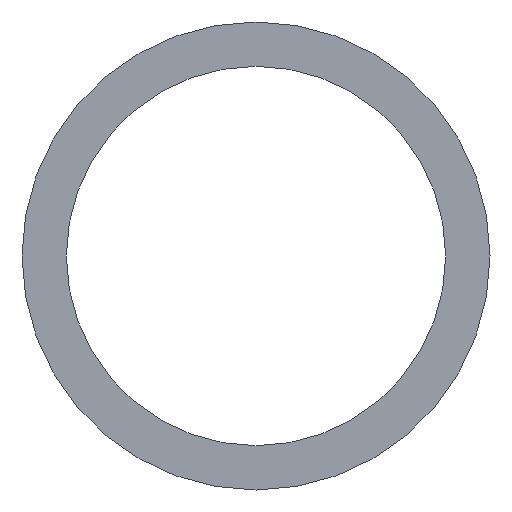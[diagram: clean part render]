
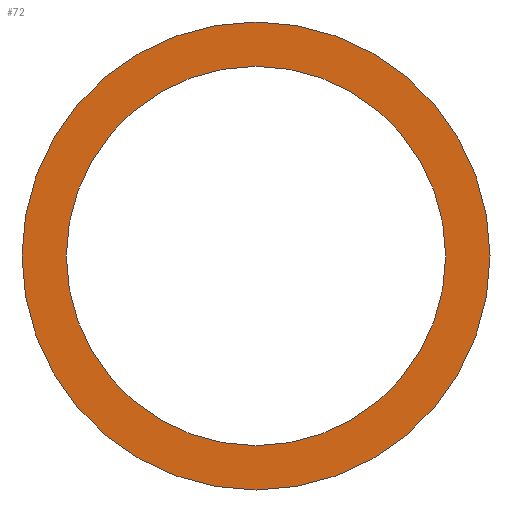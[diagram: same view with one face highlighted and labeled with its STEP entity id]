
A CAD part, left-side view. The second image highlights one B-rep face of the part: STEP entity #72.
In plain terms, the highlighted planar face has unit normal (-1, 0, 0).
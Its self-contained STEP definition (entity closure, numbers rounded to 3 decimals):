
#72 = ADVANCED_FACE( '', ( #184, #185 ), #186, .T. );
#90 = EDGE_CURVE( '', #112, #160, #205, .T. );
#92 = EDGE_CURVE( '', #160, #112, #207, .T. );
#106 = EDGE_CURVE( '', #150, #130, #223, .T. );
#112 = VERTEX_POINT( '', #230 );
#130 = VERTEX_POINT( '', #252 );
#146 = EDGE_CURVE( '', #130, #150, #268, .T. );
#150 = VERTEX_POINT( '', #272 );
#160 = VERTEX_POINT( '', #284 );
#184 = FACE_BOUND( '', #300, .T. );
#185 = FACE_OUTER_BOUND( '', #301, .T. );
#186 = PLANE( '', #302 );
#205 = CIRCLE( '', #328, 277.6 );
#207 = CIRCLE( '', #331, 277.6 );
#223 = CIRCLE( '', #352, 342.5 );
#230 = CARTESIAN_POINT( '', ( -180., -277.6, 0. ) );
#252 = CARTESIAN_POINT( '', ( -180., -342.5, 0. ) );
#268 = CIRCLE( '', #412, 342.5 );
#272 = CARTESIAN_POINT( '', ( -180., 342.5, 0. ) );
#284 = CARTESIAN_POINT( '', ( -180., 277.6, 0. ) );
#300 = EDGE_LOOP( '', ( #440, #441 ) );
#301 = EDGE_LOOP( '', ( #442, #443 ) );
#302 = AXIS2_PLACEMENT_3D( '', #444, #445, #446 );
#328 = AXIS2_PLACEMENT_3D( '', #473, #474, #475 );
#331 = AXIS2_PLACEMENT_3D( '', #476, #477, #478 );
#352 = AXIS2_PLACEMENT_3D( '', #497, #498, #499 );
#412 = AXIS2_PLACEMENT_3D( '', #549, #550, #551 );
#440 = ORIENTED_EDGE( '', *, *, #92, .F. );
#441 = ORIENTED_EDGE( '', *, *, #90, .F. );
#442 = ORIENTED_EDGE( '', *, *, #106, .T. );
#443 = ORIENTED_EDGE( '', *, *, #146, .T. );
#444 = CARTESIAN_POINT( '', ( -180., 310.05, 0. ) );
#445 = DIRECTION( '', ( -1., 0., 0. ) );
#446 = DIRECTION( '', ( 0., 1., 0. ) );
#473 = CARTESIAN_POINT( '', ( -180., 0., 0. ) );
#474 = DIRECTION( '', ( -1., 0., 0. ) );
#475 = DIRECTION( '', ( 0., 1., 0. ) );
#476 = CARTESIAN_POINT( '', ( -180., 0., 0. ) );
#477 = DIRECTION( '', ( -1., 0., 0. ) );
#478 = DIRECTION( '', ( 0., 1., 0. ) );
#497 = CARTESIAN_POINT( '', ( -180., 0., 0. ) );
#498 = DIRECTION( '', ( -1., 0., 0. ) );
#499 = DIRECTION( '', ( 0., 1., 0. ) );
#549 = CARTESIAN_POINT( '', ( -180., 0., 0. ) );
#550 = DIRECTION( '', ( -1., 0., 0. ) );
#551 = DIRECTION( '', ( 0., 1., 0. ) );
